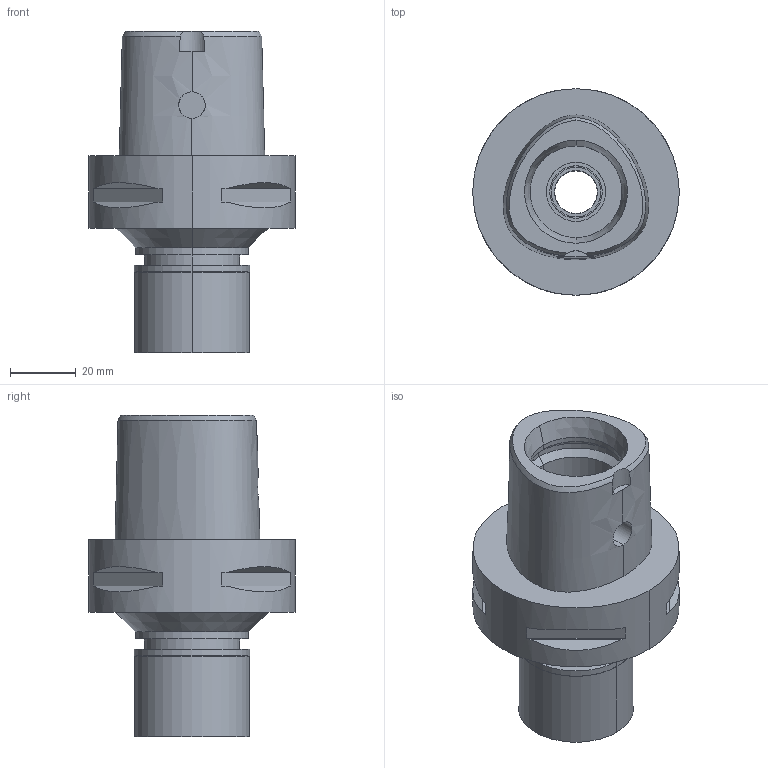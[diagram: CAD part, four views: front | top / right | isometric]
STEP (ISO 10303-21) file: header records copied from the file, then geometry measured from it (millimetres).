
FILE_DESCRIPTION((''),'2;1');
FILE_NAME('C6-MEGA13N-60-130_ASM','2018-12-20T',('ykawabe'),(''),'CREO PARAMETRIC BY PTC INC, 2016380','CREO PARAMETRIC BY PTC INC, 2016380','');
FILE_SCHEMA(('AUTOMOTIVE_DESIGN { 1 0 10303 214 1 1 1 1 }'));
Length unit declared in the file: millimetre
Products named in the file (5): C6-MEGA13N-60_1; NBC13-13_1; MGN13_1; DXF_TEMP_ASSY_ASM_4_ASM; C6-MEGA13N-60-130_ASM
Assembly tree (4 placements, depth 3):
  C6-MEGA13N-60-130_ASM
    DXF_TEMP_ASSY_ASM_4_ASM
      C6-MEGA13N-60_1
      NBC13-13_1
      MGN13_1
Bounding box: 63 x 63 x 98 mm (x, y, z)
Volume: 126558.4 mm3; surface area: 33570.9 mm2
Topology: 3 solids, 3 shells, 107 faces, 232 edges, 147 vertices
Faces by surface type: cylinder 43, plane 42, cone 16, bspline 4, torus 2
Entity records: 5504 total; most frequent: CARTESIAN_POINT 1602, DIRECTION 576, ORIENTED_EDGE 464, AXIS2_PLACEMENT_3D 244, PRESENTATION_STYLE_ASSIGNMENT 240, STYLED_ITEM 240, CURVE_STYLE 237, EDGE_CURVE 232
